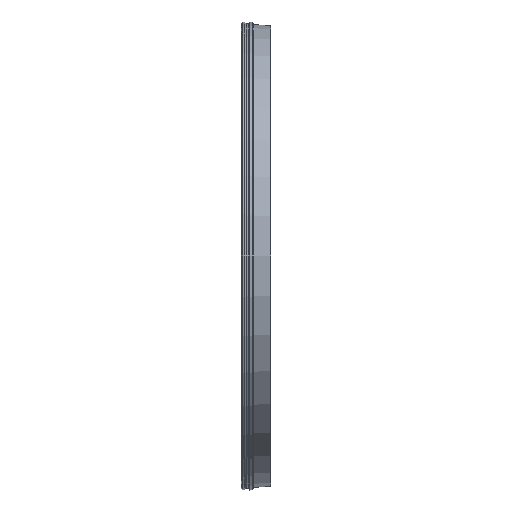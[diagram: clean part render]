
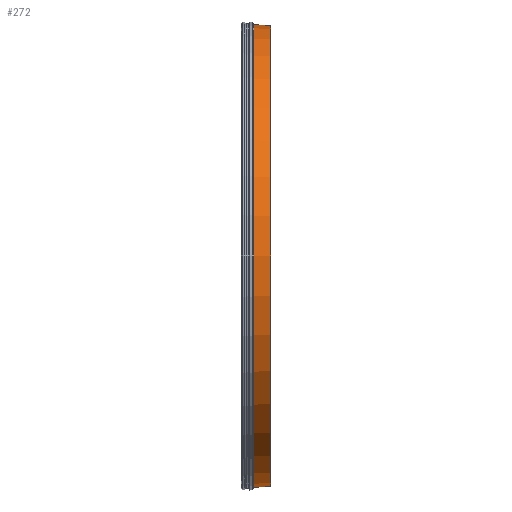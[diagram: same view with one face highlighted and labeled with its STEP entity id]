
A CAD part, left-side view. The second image highlights one B-rep face of the part: STEP entity #272.
In plain terms, the highlighted conical face has half-angle 3 degrees and reference radius 703.363 mm.
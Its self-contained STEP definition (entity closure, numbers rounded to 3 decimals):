
#32=FACE_OUTER_BOUND('',#53,.T.);
#53=EDGE_LOOP('',(#202,#203,#204,#205));
#74=LINE('',#468,#91);
#91=VECTOR('',#377,703.363);
#109=CIRCLE('',#312,704.725);
#110=CIRCLE('',#314,702.);
#129=VERTEX_POINT('',#463);
#130=VERTEX_POINT('',#466);
#154=EDGE_CURVE('',#129,#129,#109,.T.);
#155=EDGE_CURVE('',#130,#130,#110,.T.);
#156=EDGE_CURVE('',#130,#129,#74,.T.);
#202=ORIENTED_EDGE('',*,*,#155,.F.);
#203=ORIENTED_EDGE('',*,*,#156,.T.);
#204=ORIENTED_EDGE('',*,*,#154,.T.);
#205=ORIENTED_EDGE('',*,*,#156,.F.);
#258=CONICAL_SURFACE('',#313,703.363,0.052);
#272=ADVANCED_FACE('',(#32),#258,.T.);
#312=AXIS2_PLACEMENT_3D('',#464,#371,#372);
#313=AXIS2_PLACEMENT_3D('',#465,#373,#374);
#314=AXIS2_PLACEMENT_3D('',#467,#375,#376);
#371=DIRECTION('center_axis',(0.,-1.,0.));
#372=DIRECTION('ref_axis',(1.,0.,0.));
#373=DIRECTION('center_axis',(0.,1.,0.));
#374=DIRECTION('ref_axis',(1.,0.,0.));
#375=DIRECTION('center_axis',(0.,-1.,0.));
#376=DIRECTION('ref_axis',(1.,0.,0.));
#377=DIRECTION('',(-0.052,0.999,0.));
#463=CARTESIAN_POINT('',(-704.725,52.,0.));
#464=CARTESIAN_POINT('Origin',(0.,52.,0.));
#465=CARTESIAN_POINT('Origin',(0.,26.,0.));
#466=CARTESIAN_POINT('',(-702.,0.,0.));
#467=CARTESIAN_POINT('Origin',(0.,0.,0.));
#468=CARTESIAN_POINT('',(-703.363,26.,0.));
